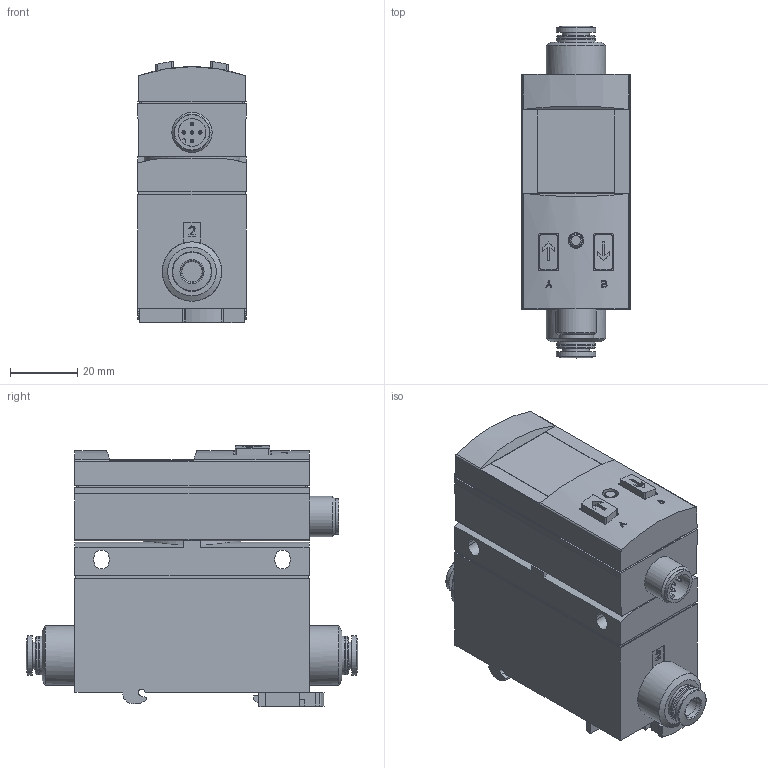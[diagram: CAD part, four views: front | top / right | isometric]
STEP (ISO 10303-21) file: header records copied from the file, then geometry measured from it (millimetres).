
FILE_DESCRIPTION(/* description */ ('STEP AP214'),/* implementation_level */ '2;1');
FILE_NAME(/* name */ '8162824_SFAB-10U-HQ6-PNLK-PNVBA-M12',/* time_stamp */ '2024-09-15T00:40:11+02:00',/* author */ ('License CC BY-ND 4.0'),/* organization */ ('CADENAS'),/* preprocessor_version */ 'ST-DEVELOPER v19.3',/* originating_system */ 'PARTsolutions',/* authorisation */ ' ');
FILE_SCHEMA (('AUTOMOTIVE_DESIGN {1 0 10303 214 3 1 1}'));
Length unit declared in the file: millimetre
Products named in the file (3): 8162824 SFAB-10U-HQ6-PNLK-PNVBA-M12; 563795 SFAB-10-Q6-PNLK_H; 672551 VN-T3-BP-NRD
Assembly tree (2 placements, depth 2):
  8162824 SFAB-10U-HQ6-PNLK-PNVBA-M12
    563795 SFAB-10-Q6-PNLK_H
    672551 VN-T3-BP-NRD
Bounding box: 32.3 x 99 x 77.87 mm (x, y, z)
Volume: 162822.6 mm3; surface area: 27503.9 mm2
Topology: 2 solids, 2 shells, 344 faces, 874 edges, 572 vertices
Faces by surface type: plane 231, cylinder 70, cone 36, torus 7
Full cylindrical faces by diameter (mm): 1 x5, 6 x2, 8.1 x2, 8.3 x1, 10.5 x1, 11.5 x4, 11.8 x2, 12 x1, 17.7 x2
Entity records: 12231 total; most frequent: CARTESIAN_POINT 1828, DIRECTION 1705, ORIENTED_EDGE 1642, EDGE_CURVE 821, LINE 581, VECTOR 581, VERTEX_POINT 566, AXIS2_PLACEMENT_3D 562
